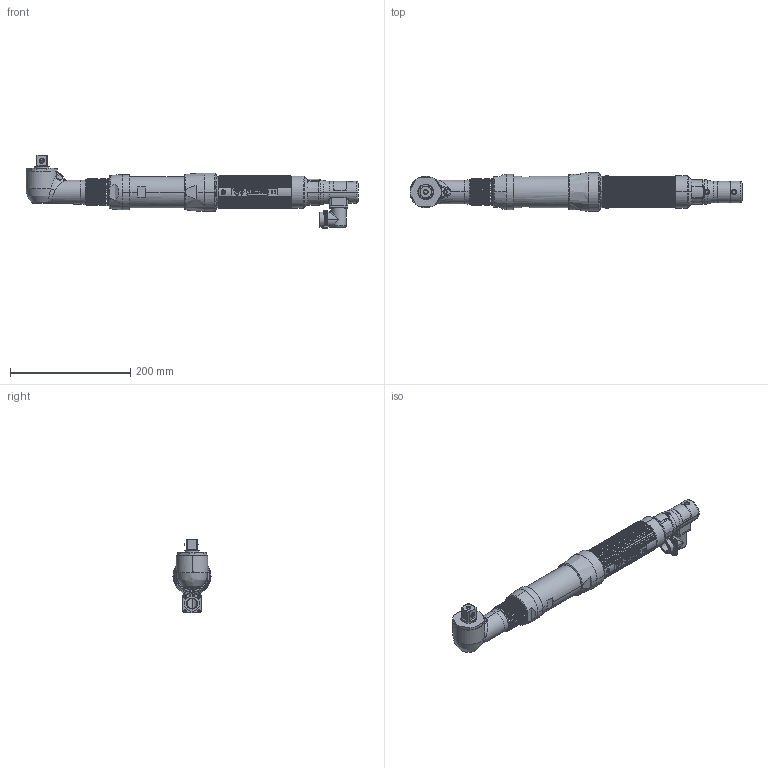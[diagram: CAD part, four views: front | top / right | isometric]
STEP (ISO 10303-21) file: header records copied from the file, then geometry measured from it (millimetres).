
FILE_DESCRIPTION((''),'2;1');
FILE_NAME('EB45MA26-220','2012-08-15T',('EJF1116'),(''),'PRO/ENGINEER BY PARAMETRIC TECHNOLOGY CORPORATION, 2010430','PRO/ENGINEER BY PARAMETRIC TECHNOLOGY CORPORATION, 2010430','');
FILE_SCHEMA(('CONFIG_CONTROL_DESIGN'));
Length unit declared in the file: inch
Products named in the file (1): EB45MA26-220
Bounding box: 552.87 x 63.44 x 123.05 mm (x, y, z)
Surface area: 163256.7 mm2 (no closed solid volume)
Topology: 0 solids, 151 shells, 751 faces, 4117 edges, 3389 vertices
Faces by surface type: cylinder 387, plane 176, torus 90, bspline 54, cone 40, extrusion 2, sphere 2
Entity records: 51096 total; most frequent: CARTESIAN_POINT 21764, DIRECTION 5562, ORIENTED_EDGE 5161, EDGE_CURVE 4115, VERTEX_POINT 3389, AXIS2_PLACEMENT_3D 1871, VECTOR 1820, LINE 1818
